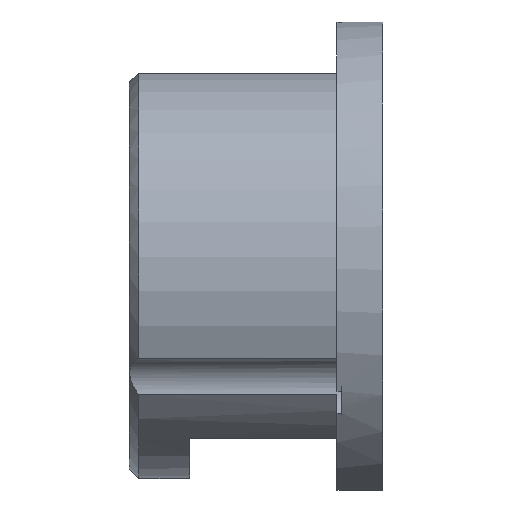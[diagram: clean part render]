
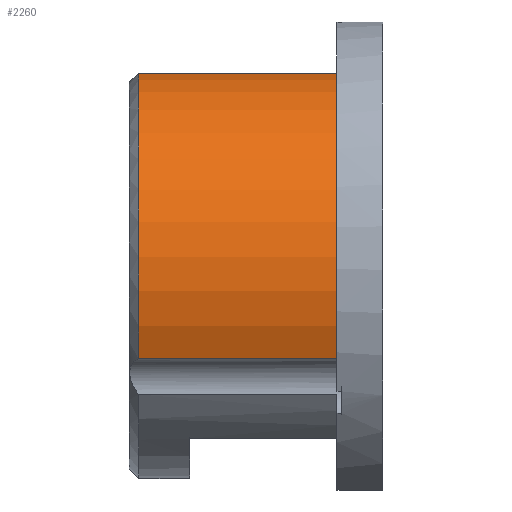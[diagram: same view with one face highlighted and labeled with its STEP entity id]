
A CAD part, left-side view. The second image highlights one B-rep face of the part: STEP entity #2260.
In plain terms, the highlighted cylindrical face has radius 21.336 mm (diameter 42.672 mm), a partial arc.
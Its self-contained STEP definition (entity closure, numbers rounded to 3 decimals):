
#189 = AXIS2_PLACEMENT_3D ( 'NONE', #2040, #2042, #2048 ) ;
#195 = VERTEX_POINT ( 'NONE', #1245 ) ;
#243 = EDGE_CURVE ( 'NONE', #195, #1109, #1578, .T. ) ;
#272 = VERTEX_POINT ( 'NONE', #1514 ) ;
#439 = DIRECTION ( 'NONE',  ( 0., 1., 0. ) ) ;
#501 = ORIENTED_EDGE ( 'NONE', *, *, #1085, .T. ) ;
#503 = ORIENTED_EDGE ( 'NONE', *, *, #938, .T. ) ;
#505 = ORIENTED_EDGE ( 'NONE', *, *, #243, .T. ) ;
#506 = ORIENTED_EDGE ( 'NONE', *, *, #1068, .F. ) ;
#569 = CARTESIAN_POINT ( 'NONE',  ( 0., -21.844, 0. ) ) ;
#603 = CARTESIAN_POINT ( 'NONE',  ( -2.169, -1., 21.225 ) ) ;
#915 = DIRECTION ( 'NONE',  ( 0., 1., 0. ) ) ;
#925 = CARTESIAN_POINT ( 'NONE',  ( 0., -22.936, 0. ) ) ;
#933 = DIRECTION ( 'NONE',  ( 0., 0., 1. ) ) ;
#938 = EDGE_CURVE ( 'NONE', #1109, #272, #1922, .T. ) ;
#958 = VERTEX_POINT ( 'NONE', #603 ) ;
#1068 = EDGE_CURVE ( 'NONE', #195, #958, #1959, .T. ) ;
#1085 = EDGE_CURVE ( 'NONE', #272, #958, #1973, .T. ) ;
#1109 = VERTEX_POINT ( 'NONE', #2359 ) ;
#1187 = CARTESIAN_POINT ( 'NONE',  ( -19.466, -1., -8.735 ) ) ;
#1245 = CARTESIAN_POINT ( 'NONE',  ( -19.466, -1., -8.735 ) ) ;
#1318 = DIRECTION ( 'NONE',  ( 0., 0., 1. ) ) ;
#1394 = AXIS2_PLACEMENT_3D ( 'NONE', #569, #439, #1318 ) ;
#1411 = AXIS2_PLACEMENT_3D ( 'NONE', #925, #915, #933 ) ;
#1413 = DIRECTION ( 'NONE',  ( 0., -1., 0. ) ) ;
#1514 = CARTESIAN_POINT ( 'NONE',  ( -2.169, -21.844, 21.225 ) ) ;
#1578 = LINE ( 'NONE', #1187, #1580 ) ;
#1580 = VECTOR ( 'NONE', #1413, 1000. ) ;
#1885 = CYLINDRICAL_SURFACE ( 'NONE', #1411, 21.336 ) ;
#1922 = CIRCLE ( 'NONE', #1394, 21.336 ) ;
#1959 = CIRCLE ( 'NONE', #189, 21.336 ) ;
#1973 = LINE ( 'NONE', #2059, #1974 ) ;
#1974 = VECTOR ( 'NONE', #2075, 1000. ) ;
#2040 = CARTESIAN_POINT ( 'NONE',  ( 0., -1., 0. ) ) ;
#2042 = DIRECTION ( 'NONE',  ( 0., 1., 0. ) ) ;
#2048 = DIRECTION ( 'NONE',  ( 0., 0., -1. ) ) ;
#2059 = CARTESIAN_POINT ( 'NONE',  ( -2.169, -21.844, 21.225 ) ) ;
#2075 = DIRECTION ( 'NONE',  ( 0., 1., 0. ) ) ;
#2079 = FACE_OUTER_BOUND ( 'NONE', #2345, .T. ) ;
#2260 = ADVANCED_FACE ( 'NONE', ( #2079 ), #1885, .T. ) ;
#2345 = EDGE_LOOP ( 'NONE', ( #506, #505, #503, #501 ) ) ;
#2359 = CARTESIAN_POINT ( 'NONE',  ( -19.466, -21.844, -8.735 ) ) ;
